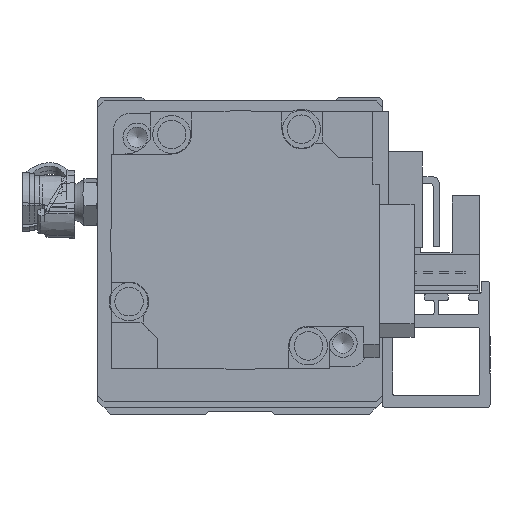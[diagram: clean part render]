
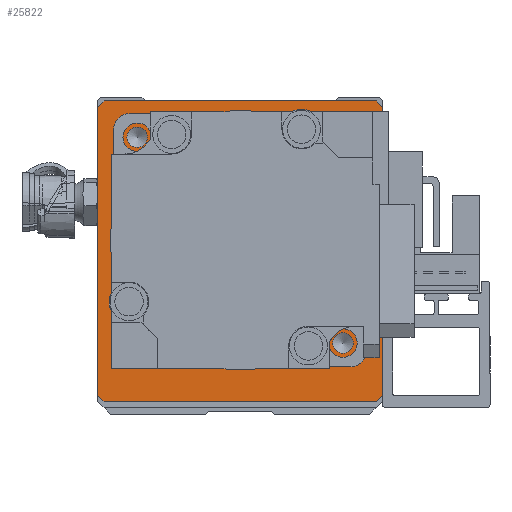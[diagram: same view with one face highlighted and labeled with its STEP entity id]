
A CAD part, front view. The second image highlights one B-rep face of the part: STEP entity #25822.
In plain terms, the highlighted planar face has unit normal (0, -1, 0).
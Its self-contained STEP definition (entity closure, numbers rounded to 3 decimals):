
#842=FACE_BOUND('',#3957,.T.);
#843=FACE_BOUND('',#3958,.T.);
#844=FACE_BOUND('',#3959,.T.);
#845=FACE_BOUND('',#3960,.T.);
#846=FACE_BOUND('',#3961,.T.);
#847=FACE_BOUND('',#3962,.T.);
#848=FACE_BOUND('',#3963,.T.);
#849=FACE_BOUND('',#3964,.T.);
#850=FACE_BOUND('',#3965,.T.);
#1209=PLANE('',#27974);
#2356=FACE_OUTER_BOUND('',#3956,.T.);
#3956=EDGE_LOOP('',(#18888,#18889,#18890,#18891,#18892,#18893,#18894,#18895));
#3957=EDGE_LOOP('',(#18896));
#3958=EDGE_LOOP('',(#18897));
#3959=EDGE_LOOP('',(#18898));
#3960=EDGE_LOOP('',(#18899));
#3961=EDGE_LOOP('',(#18900));
#3962=EDGE_LOOP('',(#18901));
#3963=EDGE_LOOP('',(#18902));
#3964=EDGE_LOOP('',(#18903));
#3965=EDGE_LOOP('',(#18904));
#5826=LINE('',#39991,#7934);
#5835=LINE('',#40044,#7943);
#5837=LINE('',#40048,#7945);
#5864=LINE('',#40148,#7972);
#5866=LINE('',#40151,#7974);
#5868=LINE('',#40155,#7976);
#5870=LINE('',#40159,#7978);
#5871=LINE('',#40161,#7979);
#7934=VECTOR('',#31842,10.);
#7943=VECTOR('',#31873,10.);
#7945=VECTOR('',#31877,10.);
#7972=VECTOR('',#31994,10.);
#7974=VECTOR('',#31998,10.);
#7976=VECTOR('',#32002,10.);
#7978=VECTOR('',#32006,10.);
#7979=VECTOR('',#32009,10.);
#9852=CIRCLE('',#27934,1.621);
#9854=CIRCLE('',#27938,1.621);
#9856=CIRCLE('',#27942,1.621);
#9858=CIRCLE('',#27946,1.621);
#9861=CIRCLE('',#27954,3.);
#9862=CIRCLE('',#27957,3.);
#9863=CIRCLE('',#27960,3.);
#9864=CIRCLE('',#27963,3.);
#9865=CIRCLE('',#27966,15.);
#11522=VERTEX_POINT('',#39988);
#11523=VERTEX_POINT('',#39990);
#11530=VERTEX_POINT('',#40042);
#11531=VERTEX_POINT('',#40046);
#11538=VERTEX_POINT('',#40069);
#11541=VERTEX_POINT('',#40078);
#11544=VERTEX_POINT('',#40087);
#11547=VERTEX_POINT('',#40096);
#11552=VERTEX_POINT('',#40114);
#11553=VERTEX_POINT('',#40120);
#11554=VERTEX_POINT('',#40126);
#11555=VERTEX_POINT('',#40132);
#11556=VERTEX_POINT('',#40138);
#11558=VERTEX_POINT('',#40145);
#11559=VERTEX_POINT('',#40147);
#11560=VERTEX_POINT('',#40153);
#11561=VERTEX_POINT('',#40157);
#14246=EDGE_CURVE('',#11522,#11523,#5826,.T.);
#14261=EDGE_CURVE('',#11530,#11522,#5835,.T.);
#14263=EDGE_CURVE('',#11531,#11530,#5837,.T.);
#14272=EDGE_CURVE('',#11538,#11538,#9852,.T.);
#14276=EDGE_CURVE('',#11541,#11541,#9854,.T.);
#14280=EDGE_CURVE('',#11544,#11544,#9856,.T.);
#14284=EDGE_CURVE('',#11547,#11547,#9858,.T.);
#14292=EDGE_CURVE('',#11552,#11552,#9861,.T.);
#14295=EDGE_CURVE('',#11553,#11553,#9862,.T.);
#14298=EDGE_CURVE('',#11554,#11554,#9863,.T.);
#14301=EDGE_CURVE('',#11555,#11555,#9864,.T.);
#14304=EDGE_CURVE('',#11556,#11556,#9865,.T.);
#14308=EDGE_CURVE('',#11558,#11559,#5864,.T.);
#14310=EDGE_CURVE('',#11523,#11558,#5866,.T.);
#14312=EDGE_CURVE('',#11560,#11531,#5868,.T.);
#14314=EDGE_CURVE('',#11561,#11560,#5870,.T.);
#14315=EDGE_CURVE('',#11559,#11561,#5871,.T.);
#18888=ORIENTED_EDGE('',*,*,#14315,.F.);
#18889=ORIENTED_EDGE('',*,*,#14308,.F.);
#18890=ORIENTED_EDGE('',*,*,#14310,.F.);
#18891=ORIENTED_EDGE('',*,*,#14246,.F.);
#18892=ORIENTED_EDGE('',*,*,#14261,.F.);
#18893=ORIENTED_EDGE('',*,*,#14263,.F.);
#18894=ORIENTED_EDGE('',*,*,#14312,.F.);
#18895=ORIENTED_EDGE('',*,*,#14314,.F.);
#18896=ORIENTED_EDGE('',*,*,#14272,.T.);
#18897=ORIENTED_EDGE('',*,*,#14276,.T.);
#18898=ORIENTED_EDGE('',*,*,#14280,.T.);
#18899=ORIENTED_EDGE('',*,*,#14284,.T.);
#18900=ORIENTED_EDGE('',*,*,#14292,.T.);
#18901=ORIENTED_EDGE('',*,*,#14295,.T.);
#18902=ORIENTED_EDGE('',*,*,#14298,.T.);
#18903=ORIENTED_EDGE('',*,*,#14301,.T.);
#18904=ORIENTED_EDGE('',*,*,#14304,.T.);
#25822=ADVANCED_FACE('',(#2356,#842,#843,#844,#845,#846,#847,#848,#849,
#850),#1209,.F.);
#27934=AXIS2_PLACEMENT_3D('',#40070,#31901,#31902);
#27938=AXIS2_PLACEMENT_3D('',#40079,#31911,#31912);
#27942=AXIS2_PLACEMENT_3D('',#40088,#31921,#31922);
#27946=AXIS2_PLACEMENT_3D('',#40097,#31931,#31932);
#27954=AXIS2_PLACEMENT_3D('',#40115,#31952,#31953);
#27957=AXIS2_PLACEMENT_3D('',#40121,#31960,#31961);
#27960=AXIS2_PLACEMENT_3D('',#40127,#31968,#31969);
#27963=AXIS2_PLACEMENT_3D('',#40133,#31976,#31977);
#27966=AXIS2_PLACEMENT_3D('',#40139,#31984,#31985);
#27974=AXIS2_PLACEMENT_3D('',#40162,#32010,#32011);
#31842=DIRECTION('',(-1.,0.,0.));
#31873=DIRECTION('',(-0.707,0.,-0.707));
#31877=DIRECTION('',(0.,0.,-1.));
#31901=DIRECTION('center_axis',(0.,1.,0.));
#31902=DIRECTION('ref_axis',(1.,0.,0.));
#31911=DIRECTION('center_axis',(0.,1.,0.));
#31912=DIRECTION('ref_axis',(1.,0.,0.));
#31921=DIRECTION('center_axis',(0.,1.,0.));
#31922=DIRECTION('ref_axis',(1.,0.,0.));
#31931=DIRECTION('center_axis',(0.,1.,0.));
#31932=DIRECTION('ref_axis',(1.,0.,0.));
#31952=DIRECTION('center_axis',(0.,1.,0.));
#31953=DIRECTION('ref_axis',(1.,0.,0.));
#31960=DIRECTION('center_axis',(0.,1.,0.));
#31961=DIRECTION('ref_axis',(1.,0.,0.));
#31968=DIRECTION('center_axis',(0.,1.,0.));
#31969=DIRECTION('ref_axis',(1.,0.,0.));
#31976=DIRECTION('center_axis',(0.,1.,0.));
#31977=DIRECTION('ref_axis',(1.,0.,0.));
#31984=DIRECTION('center_axis',(0.,1.,0.));
#31985=DIRECTION('ref_axis',(-1.,0.,0.));
#31994=DIRECTION('',(0.,0.,1.));
#31998=DIRECTION('',(-0.707,0.,0.707));
#32002=DIRECTION('',(0.707,0.,-0.707));
#32006=DIRECTION('',(1.,0.,0.));
#32009=DIRECTION('',(0.707,0.,0.707));
#32010=DIRECTION('center_axis',(0.,1.,0.));
#32011=DIRECTION('ref_axis',(0.,0.,1.));
#39988=CARTESIAN_POINT('',(44.,0.,0.));
#39990=CARTESIAN_POINT('',(1.,0.,0.));
#39991=CARTESIAN_POINT('',(44.,0.,0.));
#40042=CARTESIAN_POINT('',(45.,0.,1.));
#40044=CARTESIAN_POINT('',(45.,0.,1.));
#40046=CARTESIAN_POINT('',(45.,0.,46.5));
#40048=CARTESIAN_POINT('',(45.,0.,46.5));
#40069=CARTESIAN_POINT('',(37.142,0.,9.237));
#40070=CARTESIAN_POINT('Origin',(38.763,0.,9.237));
#40078=CARTESIAN_POINT('',(4.616,0.,41.763));
#40079=CARTESIAN_POINT('Origin',(6.237,0.,41.763));
#40087=CARTESIAN_POINT('',(37.142,0.,41.763));
#40088=CARTESIAN_POINT('Origin',(38.763,0.,41.763));
#40096=CARTESIAN_POINT('',(4.616,0.,9.237));
#40097=CARTESIAN_POINT('Origin',(6.237,0.,9.237));
#40114=CARTESIAN_POINT('',(36.5,0.,17.));
#40115=CARTESIAN_POINT('Origin',(39.5,0.,17.));
#40120=CARTESIAN_POINT('',(2.5,0.,34.));
#40121=CARTESIAN_POINT('Origin',(5.5,0.,34.));
#40126=CARTESIAN_POINT('',(36.5,0.,34.));
#40127=CARTESIAN_POINT('Origin',(39.5,0.,34.));
#40132=CARTESIAN_POINT('',(2.5,0.,17.));
#40133=CARTESIAN_POINT('Origin',(5.5,0.,17.));
#40138=CARTESIAN_POINT('',(37.5,0.,25.5));
#40139=CARTESIAN_POINT('Origin',(22.5,0.,25.5));
#40145=CARTESIAN_POINT('',(0.,0.,1.));
#40147=CARTESIAN_POINT('',(0.,0.,46.5));
#40148=CARTESIAN_POINT('',(0.,0.,1.));
#40151=CARTESIAN_POINT('',(1.,0.,0.));
#40153=CARTESIAN_POINT('',(44.,0.,47.5));
#40155=CARTESIAN_POINT('',(44.,0.,47.5));
#40157=CARTESIAN_POINT('',(1.,0.,47.5));
#40159=CARTESIAN_POINT('',(1.,0.,47.5));
#40161=CARTESIAN_POINT('',(0.,0.,46.5));
#40162=CARTESIAN_POINT('Origin',(22.5,0.,23.75));
